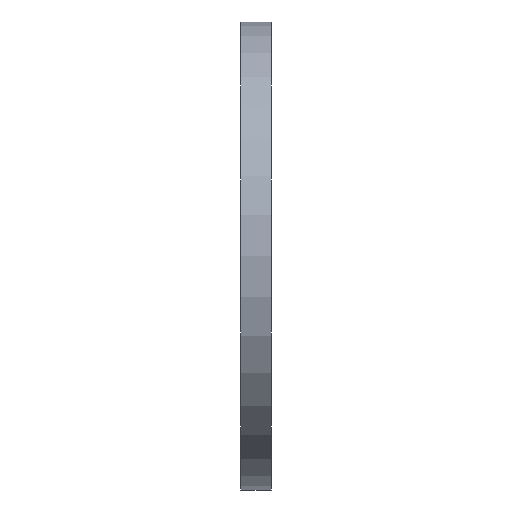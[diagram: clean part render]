
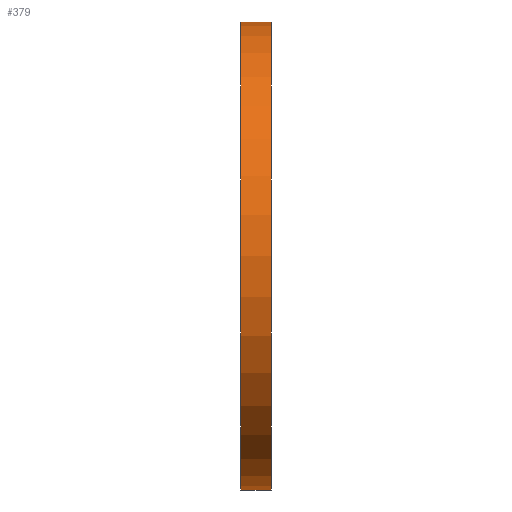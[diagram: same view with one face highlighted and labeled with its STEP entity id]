
A CAD part, front view. The second image highlights one B-rep face of the part: STEP entity #379.
In plain terms, the highlighted cylindrical face has radius 23 mm (diameter 46 mm), a partial arc.
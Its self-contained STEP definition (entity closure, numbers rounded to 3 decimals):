
#27 = ORIENTED_EDGE ( 'NONE', *, *, #483, .T. ) ;
#38 = ORIENTED_EDGE ( 'NONE', *, *, #247, .T. ) ;
#52 = CARTESIAN_POINT ( 'NONE',  ( 3., 16.5, 0. ) ) ;
#72 = DIRECTION ( 'NONE',  ( -1., 0., 0. ) ) ;
#76 = CARTESIAN_POINT ( 'NONE',  ( 3., 16.5, -23. ) ) ;
#131 = DIRECTION ( 'NONE',  ( -1., 0., 0. ) ) ;
#156 = EDGE_LOOP ( 'NONE', ( #702, #590, #27, #38 ) ) ;
#186 = FACE_OUTER_BOUND ( 'NONE', #156, .T. ) ;
#200 = CARTESIAN_POINT ( 'NONE',  ( 3., 16.5, 23. ) ) ;
#201 = EDGE_CURVE ( 'NONE', #266, #314, #444, .T. ) ;
#202 = AXIS2_PLACEMENT_3D ( 'NONE', #564, #727, #222 ) ;
#222 = DIRECTION ( 'NONE',  ( 0., 0., -1. ) ) ;
#235 = DIRECTION ( 'NONE',  ( 1., 0., 0. ) ) ;
#246 = AXIS2_PLACEMENT_3D ( 'NONE', #52, #235, #628 ) ;
#247 = EDGE_CURVE ( 'NONE', #330, #487, #524, .T. ) ;
#254 = VECTOR ( 'NONE', #72, 1000. ) ;
#266 = VERTEX_POINT ( 'NONE', #471 ) ;
#299 = LINE ( 'NONE', #364, #254 ) ;
#301 = EDGE_CURVE ( 'NONE', #314, #487, #299, .T. ) ;
#314 = VERTEX_POINT ( 'NONE', #76 ) ;
#326 = DIRECTION ( 'NONE',  ( -1., 0., 0. ) ) ;
#330 = VERTEX_POINT ( 'NONE', #639 ) ;
#364 = CARTESIAN_POINT ( 'NONE',  ( 3., 16.5, -23. ) ) ;
#379 = ADVANCED_FACE ( 'NONE', ( #186 ), #416, .T. ) ;
#416 = CYLINDRICAL_SURFACE ( 'NONE', #558, 23. ) ;
#444 = CIRCLE ( 'NONE', #246, 23. ) ;
#471 = CARTESIAN_POINT ( 'NONE',  ( 3., 16.5, 23. ) ) ;
#483 = EDGE_CURVE ( 'NONE', #266, #330, #706, .T. ) ;
#487 = VERTEX_POINT ( 'NONE', #658 ) ;
#524 = CIRCLE ( 'NONE', #202, 23. ) ;
#537 = VECTOR ( 'NONE', #326, 1000. ) ;
#558 = AXIS2_PLACEMENT_3D ( 'NONE', #699, #131, #587 ) ;
#564 = CARTESIAN_POINT ( 'NONE',  ( 0., 16.5, 0. ) ) ;
#587 = DIRECTION ( 'NONE',  ( 0., 0., 1. ) ) ;
#590 = ORIENTED_EDGE ( 'NONE', *, *, #201, .F. ) ;
#628 = DIRECTION ( 'NONE',  ( 0., 0., -1. ) ) ;
#639 = CARTESIAN_POINT ( 'NONE',  ( 0., 16.5, 23. ) ) ;
#658 = CARTESIAN_POINT ( 'NONE',  ( 0., 16.5, -23. ) ) ;
#699 = CARTESIAN_POINT ( 'NONE',  ( 3., 16.5, 0. ) ) ;
#702 = ORIENTED_EDGE ( 'NONE', *, *, #301, .F. ) ;
#706 = LINE ( 'NONE', #200, #537 ) ;
#727 = DIRECTION ( 'NONE',  ( 1., 0., 0. ) ) ;
